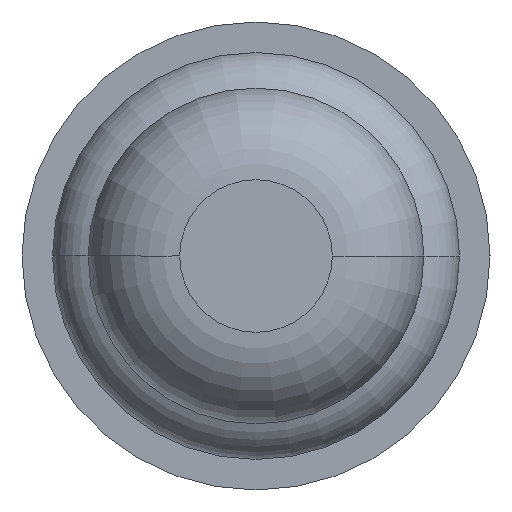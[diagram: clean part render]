
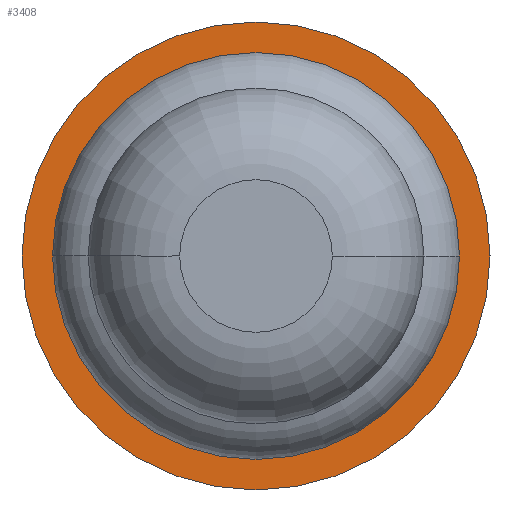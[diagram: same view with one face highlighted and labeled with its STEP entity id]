
A CAD part, front view. The second image highlights one B-rep face of the part: STEP entity #3408.
In plain terms, the highlighted planar face has unit normal (0, -1, 0).
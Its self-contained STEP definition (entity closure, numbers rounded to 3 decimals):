
#71 = PLANE ( 'NONE',  #3259 ) ;
#126 = ORIENTED_EDGE ( 'NONE', *, *, #1793, .T. ) ;
#221 = DIRECTION ( 'NONE',  ( 0., 1., 0. ) ) ;
#252 = CIRCLE ( 'NONE', #2340, 1.15 ) ;
#352 = CARTESIAN_POINT ( 'NONE',  ( 0., 5.3, 1.15 ) ) ;
#483 = AXIS2_PLACEMENT_3D ( 'NONE', #3955, #221, #3236 ) ;
#503 = EDGE_CURVE ( 'Defeature ausgef�hrt1_10+Defeature ausgef�hrt1_11+Defeature ausgef�hrt1_11+Defeature ausgef�hrt1_11', #2066, #4015, #252, .T. ) ;
#540 = VERTEX_POINT ( 'NONE', #3427 ) ;
#748 = DIRECTION ( 'NONE',  ( 0., -1., 0. ) ) ;
#887 = VERTEX_POINT ( 'NONE', #3628 ) ;
#903 = ORIENTED_EDGE ( 'NONE', *, *, #2970, .T. ) ;
#1793 = EDGE_CURVE ( 'Defeature ausgef�hrt1_11+Defeature ausgef�hrt1_12+Defeature ausgef�hrt1_12+Defeature ausgef�hrt1_12', #540, #887, #4114, .T. ) ;
#1842 = CARTESIAN_POINT ( 'NONE',  ( 0., 5.3, 0. ) ) ;
#1869 = CARTESIAN_POINT ( 'NONE',  ( 0., 5.3, -1.15 ) ) ;
#2066 = VERTEX_POINT ( 'NONE', #352 ) ;
#2111 = CARTESIAN_POINT ( 'NONE',  ( 0., 5.3, 0. ) ) ;
#2145 = DIRECTION ( 'NONE',  ( 0., 0., 1. ) ) ;
#2154 = CIRCLE ( 'NONE', #3953, 0.5 ) ;
#2225 = ORIENTED_EDGE ( 'NONE', *, *, #503, .F. ) ;
#2340 = AXIS2_PLACEMENT_3D ( 'NONE', #2111, #2405, #2387 ) ;
#2376 = EDGE_LOOP ( 'NONE', ( #2225, #3542 ) ) ;
#2387 = DIRECTION ( 'NONE',  ( 0., 0., 1. ) ) ;
#2405 = DIRECTION ( 'NONE',  ( 0., 1., 0. ) ) ;
#2417 = DIRECTION ( 'NONE',  ( 0., 1., 0. ) ) ;
#2700 = AXIS2_PLACEMENT_3D ( 'NONE', #1842, #3517, #2145 ) ;
#2780 = DIRECTION ( 'NONE',  ( 0., 0., -1. ) ) ;
#2970 = EDGE_CURVE ( 'Defeature ausgef�hrt1_11+Defeature ausgef�hrt1_12+Defeature ausgef�hrt1_12+Defeature ausgef�hrt1_12', #887, #540, #2154, .T. ) ;
#3147 = FACE_BOUND ( 'NONE', #3969, .T. ) ;
#3236 = DIRECTION ( 'NONE',  ( 0., 0., 1. ) ) ;
#3259 = AXIS2_PLACEMENT_3D ( 'NONE', #3425, #748, #2780 ) ;
#3408 = ADVANCED_FACE ( 'Defeature ausgef�hrt1_11', ( #3147, #3943 ), #71, .T. ) ;
#3425 = CARTESIAN_POINT ( 'NONE',  ( -1.15, 5.3, 0. ) ) ;
#3427 = CARTESIAN_POINT ( 'NONE',  ( 0., 5.3, 0.5 ) ) ;
#3517 = DIRECTION ( 'NONE',  ( 0., 1., 0. ) ) ;
#3525 = CIRCLE ( 'NONE', #483, 1.15 ) ;
#3542 = ORIENTED_EDGE ( 'NONE', *, *, #3942, .F. ) ;
#3628 = CARTESIAN_POINT ( 'NONE',  ( 0., 5.3, -0.5 ) ) ;
#3774 = CARTESIAN_POINT ( 'NONE',  ( 0., 5.3, 0. ) ) ;
#3942 = EDGE_CURVE ( 'Defeature ausgef�hrt1_10+Defeature ausgef�hrt1_11+Defeature ausgef�hrt1_11+Defeature ausgef�hrt1_11', #4015, #2066, #3525, .T. ) ;
#3943 = FACE_OUTER_BOUND ( 'NONE', #2376, .T. ) ;
#3953 = AXIS2_PLACEMENT_3D ( 'NONE', #3774, #2417, #4386 ) ;
#3955 = CARTESIAN_POINT ( 'NONE',  ( 0., 5.3, 0. ) ) ;
#3969 = EDGE_LOOP ( 'NONE', ( #126, #903 ) ) ;
#4015 = VERTEX_POINT ( 'NONE', #1869 ) ;
#4114 = CIRCLE ( 'NONE', #2700, 0.5 ) ;
#4386 = DIRECTION ( 'NONE',  ( 0., 0., 1. ) ) ;
